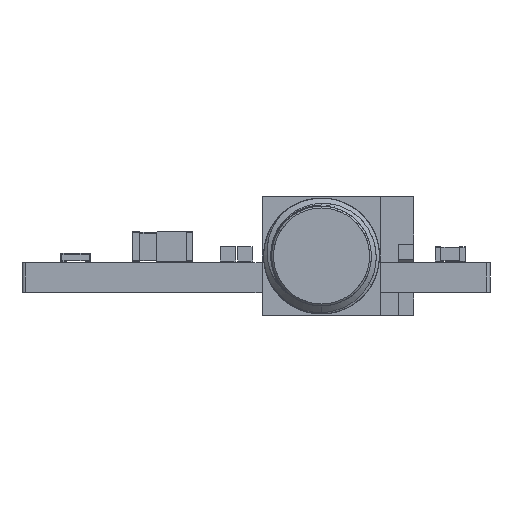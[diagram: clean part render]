
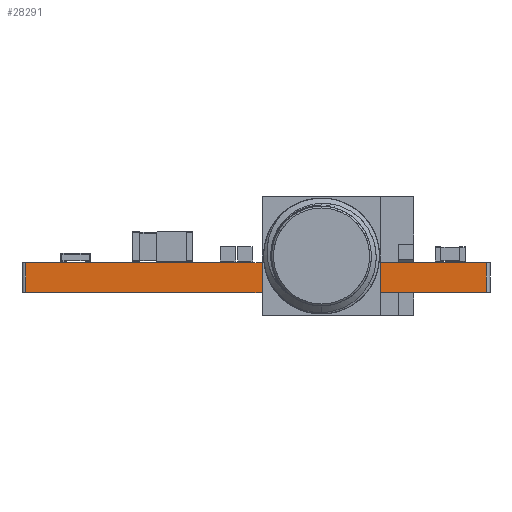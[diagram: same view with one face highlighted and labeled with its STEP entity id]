
A CAD part, left-side view. The second image highlights one B-rep face of the part: STEP entity #28291.
In plain terms, the highlighted planar face has unit normal (-1, 0, 0).
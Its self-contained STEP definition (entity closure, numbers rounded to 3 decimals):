
#28291 = ADVANCED_FACE('',(#28292),#28306,.F.);
#28292 = FACE_BOUND('',#28293,.F.);
#28293 = EDGE_LOOP('',(#28294,#28329,#28357,#28385));
#28294 = ORIENTED_EDGE('',*,*,#28295,.T.);
#28295 = EDGE_CURVE('',#28296,#28298,#28300,.T.);
#28296 = VERTEX_POINT('',#28297);
#28297 = CARTESIAN_POINT('',(115.,-69.2,0.));
#28298 = VERTEX_POINT('',#28299);
#28299 = CARTESIAN_POINT('',(115.,-69.2,1.6));
#28300 = SURFACE_CURVE('',#28301,(#28305,#28317),.PCURVE_S1.);
#28301 = LINE('',#28302,#28303);
#28302 = CARTESIAN_POINT('',(115.,-69.2,0.));
#28303 = VECTOR('',#28304,1.);
#28304 = DIRECTION('',(0.,0.,1.));
#28305 = PCURVE('',#28306,#28311);
#28306 = PLANE('',#28307);
#28307 = AXIS2_PLACEMENT_3D('',#28308,#28309,#28310);
#28308 = CARTESIAN_POINT('',(115.,-69.2,0.));
#28309 = DIRECTION('',(1.,0.,0.));
#28310 = DIRECTION('',(0.,-1.,0.));
#28311 = DEFINITIONAL_REPRESENTATION('',(#28312),#28316);
#28312 = LINE('',#28313,#28314);
#28313 = CARTESIAN_POINT('',(0.,0.));
#28314 = VECTOR('',#28315,1.);
#28315 = DIRECTION('',(0.,-1.));
#28316 = ( GEOMETRIC_REPRESENTATION_CONTEXT(2) 
PARAMETRIC_REPRESENTATION_CONTEXT() REPRESENTATION_CONTEXT('2D SPACE',''
  ) );
#28317 = PCURVE('',#28318,#28323);
#28318 = CYLINDRICAL_SURFACE('',#28319,0.2);
#28319 = AXIS2_PLACEMENT_3D('',#28320,#28321,#28322);
#28320 = CARTESIAN_POINT('',(115.2,-69.2,0.));
#28321 = DIRECTION('',(0.,0.,-1.));
#28322 = DIRECTION('',(1.,0.,0.));
#28323 = DEFINITIONAL_REPRESENTATION('',(#28324),#28328);
#28324 = LINE('',#28325,#28326);
#28325 = CARTESIAN_POINT('',(-3.142,0.));
#28326 = VECTOR('',#28327,1.);
#28327 = DIRECTION('',(0.,-1.));
#28328 = ( GEOMETRIC_REPRESENTATION_CONTEXT(2) 
PARAMETRIC_REPRESENTATION_CONTEXT() REPRESENTATION_CONTEXT('2D SPACE',''
  ) );
#28329 = ORIENTED_EDGE('',*,*,#28330,.T.);
#28330 = EDGE_CURVE('',#28298,#28331,#28333,.T.);
#28331 = VERTEX_POINT('',#28332);
#28332 = CARTESIAN_POINT('',(115.,-93.8,1.6));
#28333 = SURFACE_CURVE('',#28334,(#28338,#28345),.PCURVE_S1.);
#28334 = LINE('',#28335,#28336);
#28335 = CARTESIAN_POINT('',(115.,-69.2,1.6));
#28336 = VECTOR('',#28337,1.);
#28337 = DIRECTION('',(0.,-1.,0.));
#28338 = PCURVE('',#28306,#28339);
#28339 = DEFINITIONAL_REPRESENTATION('',(#28340),#28344);
#28340 = LINE('',#28341,#28342);
#28341 = CARTESIAN_POINT('',(0.,-1.6));
#28342 = VECTOR('',#28343,1.);
#28343 = DIRECTION('',(1.,0.));
#28344 = ( GEOMETRIC_REPRESENTATION_CONTEXT(2) 
PARAMETRIC_REPRESENTATION_CONTEXT() REPRESENTATION_CONTEXT('2D SPACE',''
  ) );
#28345 = PCURVE('',#28346,#28351);
#28346 = PLANE('',#28347);
#28347 = AXIS2_PLACEMENT_3D('',#28348,#28349,#28350);
#28348 = CARTESIAN_POINT('',(127.5,-81.5,1.6));
#28349 = DIRECTION('',(0.,0.,1.));
#28350 = DIRECTION('',(1.,0.,0.));
#28351 = DEFINITIONAL_REPRESENTATION('',(#28352),#28356);
#28352 = LINE('',#28353,#28354);
#28353 = CARTESIAN_POINT('',(-12.5,12.3));
#28354 = VECTOR('',#28355,1.);
#28355 = DIRECTION('',(0.,-1.));
#28356 = ( GEOMETRIC_REPRESENTATION_CONTEXT(2) 
PARAMETRIC_REPRESENTATION_CONTEXT() REPRESENTATION_CONTEXT('2D SPACE',''
  ) );
#28357 = ORIENTED_EDGE('',*,*,#28358,.F.);
#28358 = EDGE_CURVE('',#28359,#28331,#28361,.T.);
#28359 = VERTEX_POINT('',#28360);
#28360 = CARTESIAN_POINT('',(115.,-93.8,0.));
#28361 = SURFACE_CURVE('',#28362,(#28366,#28373),.PCURVE_S1.);
#28362 = LINE('',#28363,#28364);
#28363 = CARTESIAN_POINT('',(115.,-93.8,0.));
#28364 = VECTOR('',#28365,1.);
#28365 = DIRECTION('',(0.,0.,1.));
#28366 = PCURVE('',#28306,#28367);
#28367 = DEFINITIONAL_REPRESENTATION('',(#28368),#28372);
#28368 = LINE('',#28369,#28370);
#28369 = CARTESIAN_POINT('',(24.6,0.));
#28370 = VECTOR('',#28371,1.);
#28371 = DIRECTION('',(0.,-1.));
#28372 = ( GEOMETRIC_REPRESENTATION_CONTEXT(2) 
PARAMETRIC_REPRESENTATION_CONTEXT() REPRESENTATION_CONTEXT('2D SPACE',''
  ) );
#28373 = PCURVE('',#28374,#28379);
#28374 = CYLINDRICAL_SURFACE('',#28375,0.2);
#28375 = AXIS2_PLACEMENT_3D('',#28376,#28377,#28378);
#28376 = CARTESIAN_POINT('',(115.2,-93.8,0.));
#28377 = DIRECTION('',(0.,0.,-1.));
#28378 = DIRECTION('',(1.,0.,0.));
#28379 = DEFINITIONAL_REPRESENTATION('',(#28380),#28384);
#28380 = LINE('',#28381,#28382);
#28381 = CARTESIAN_POINT('',(-3.142,0.));
#28382 = VECTOR('',#28383,1.);
#28383 = DIRECTION('',(0.,-1.));
#28384 = ( GEOMETRIC_REPRESENTATION_CONTEXT(2) 
PARAMETRIC_REPRESENTATION_CONTEXT() REPRESENTATION_CONTEXT('2D SPACE',''
  ) );
#28385 = ORIENTED_EDGE('',*,*,#28386,.F.);
#28386 = EDGE_CURVE('',#28296,#28359,#28387,.T.);
#28387 = SURFACE_CURVE('',#28388,(#28392,#28399),.PCURVE_S1.);
#28388 = LINE('',#28389,#28390);
#28389 = CARTESIAN_POINT('',(115.,-69.2,0.));
#28390 = VECTOR('',#28391,1.);
#28391 = DIRECTION('',(0.,-1.,0.));
#28392 = PCURVE('',#28306,#28393);
#28393 = DEFINITIONAL_REPRESENTATION('',(#28394),#28398);
#28394 = LINE('',#28395,#28396);
#28395 = CARTESIAN_POINT('',(0.,0.));
#28396 = VECTOR('',#28397,1.);
#28397 = DIRECTION('',(1.,0.));
#28398 = ( GEOMETRIC_REPRESENTATION_CONTEXT(2) 
PARAMETRIC_REPRESENTATION_CONTEXT() REPRESENTATION_CONTEXT('2D SPACE',''
  ) );
#28399 = PCURVE('',#28400,#28405);
#28400 = PLANE('',#28401);
#28401 = AXIS2_PLACEMENT_3D('',#28402,#28403,#28404);
#28402 = CARTESIAN_POINT('',(127.5,-81.5,0.));
#28403 = DIRECTION('',(0.,0.,1.));
#28404 = DIRECTION('',(1.,0.,0.));
#28405 = DEFINITIONAL_REPRESENTATION('',(#28406),#28410);
#28406 = LINE('',#28407,#28408);
#28407 = CARTESIAN_POINT('',(-12.5,12.3));
#28408 = VECTOR('',#28409,1.);
#28409 = DIRECTION('',(0.,-1.));
#28410 = ( GEOMETRIC_REPRESENTATION_CONTEXT(2) 
PARAMETRIC_REPRESENTATION_CONTEXT() REPRESENTATION_CONTEXT('2D SPACE',''
  ) );
